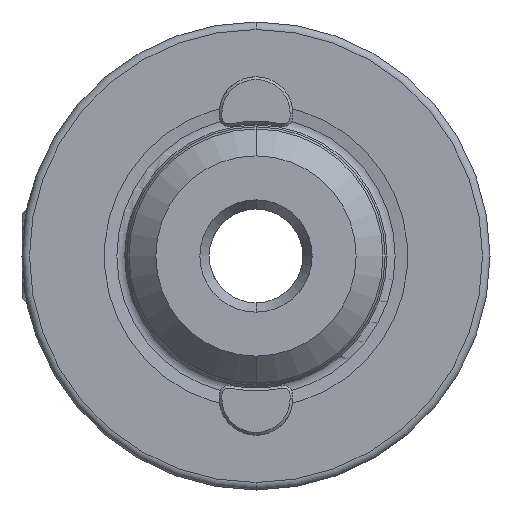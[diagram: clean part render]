
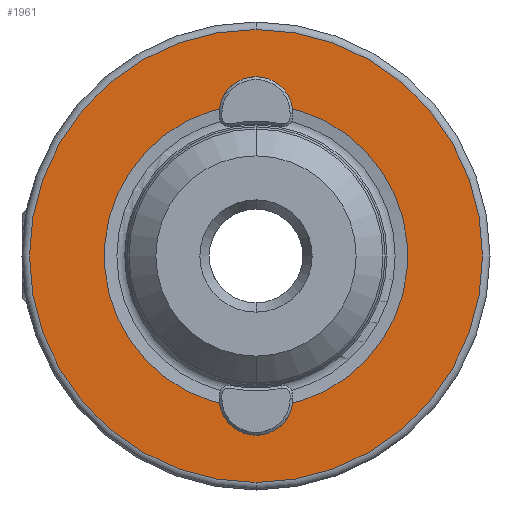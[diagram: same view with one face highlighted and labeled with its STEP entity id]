
A CAD part, left-side view. The second image highlights one B-rep face of the part: STEP entity #1961.
In plain terms, the highlighted planar face has unit normal (-1, 0, 0).
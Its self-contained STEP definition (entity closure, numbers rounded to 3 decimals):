
#20 = CARTESIAN_POINT ( 'NONE',  ( 0., 0., 8.375 ) ) ;
#23 = CARTESIAN_POINT ( 'NONE',  ( 0., 0., -9.475 ) ) ;
#34 = DIRECTION ( 'NONE',  ( -1., 0., 0. ) ) ;
#47 = DIRECTION ( 'NONE',  ( 0., 0., 1. ) ) ;
#149 = AXIS2_PLACEMENT_3D ( 'NONE', #20, #34, #47 ) ;
#188 = CARTESIAN_POINT ( 'NONE',  ( 0., 0., -8.103 ) ) ;
#235 = PLANE ( 'NONE',  #4461 ) ;
#256 = DIRECTION ( 'NONE',  ( 1., 0., 0. ) ) ;
#262 = DIRECTION ( 'NONE',  ( 0., 0., -1. ) ) ;
#375 = CARTESIAN_POINT ( 'NONE',  ( 0., 0., -12.1 ) ) ;
#497 = EDGE_LOOP ( 'NONE', ( #3583, #3927, #4067, #4356, #4160, #4204 ) ) ;
#513 = VERTEX_POINT ( 'NONE', #1619 ) ;
#539 = AXIS2_PLACEMENT_3D ( 'NONE', #4535, #4553, #4557 ) ;
#601 = CARTESIAN_POINT ( 'NONE',  ( 0., -1.046, 8.036 ) ) ;
#608 = AXIS2_PLACEMENT_3D ( 'NONE', #1165, #1182, #1195 ) ;
#714 = CIRCLE ( 'NONE', #2264, 8.103 ) ;
#725 = EDGE_CURVE ( 'NONE', #1559, #4245, #714, .T. ) ;
#840 = VERTEX_POINT ( 'NONE', #2131 ) ;
#1042 = CARTESIAN_POINT ( 'NONE',  ( 0., 0., -8.375 ) ) ;
#1064 = DIRECTION ( 'NONE',  ( -1., 0., 0. ) ) ;
#1095 = DIRECTION ( 'NONE',  ( 0., 0., 1. ) ) ;
#1165 = CARTESIAN_POINT ( 'NONE',  ( 0., 0., -8.375 ) ) ;
#1182 = DIRECTION ( 'NONE',  ( -1., 0., 0. ) ) ;
#1190 = DIRECTION ( 'NONE',  ( 0., 0., 1. ) ) ;
#1191 = DIRECTION ( 'NONE',  ( -1., 0., 0. ) ) ;
#1195 = DIRECTION ( 'NONE',  ( 0., 0., 1. ) ) ;
#1221 = CARTESIAN_POINT ( 'NONE',  ( 0., 0., 0. ) ) ;
#1341 = CARTESIAN_POINT ( 'NONE',  ( 0., -1.046, -8.036 ) ) ;
#1458 = EDGE_CURVE ( 'NONE', #2892, #1804, #2869, .T. ) ;
#1559 = VERTEX_POINT ( 'NONE', #1341 ) ;
#1619 = CARTESIAN_POINT ( 'NONE',  ( 0., 1.046, 8.036 ) ) ;
#1676 = DIRECTION ( 'NONE',  ( 0., 0., 1. ) ) ;
#1689 = DIRECTION ( 'NONE',  ( -1., 0., 0. ) ) ;
#1702 = CARTESIAN_POINT ( 'NONE',  ( 0., 0., 0. ) ) ;
#1804 = VERTEX_POINT ( 'NONE', #375 ) ;
#1813 = FACE_BOUND ( 'NONE', #497, .T. ) ;
#1867 = VERTEX_POINT ( 'NONE', #23 ) ;
#1872 = FACE_OUTER_BOUND ( 'NONE', #2367, .T. ) ;
#1961 = ADVANCED_FACE ( 'NONE', ( #1813, #1872 ), #235, .F. ) ;
#2131 = CARTESIAN_POINT ( 'NONE',  ( 0., 0., 9.475 ) ) ;
#2199 = CIRCLE ( 'NONE', #149, 1.1 ) ;
#2264 = AXIS2_PLACEMENT_3D ( 'NONE', #4313, #4321, #4224 ) ;
#2320 = AXIS2_PLACEMENT_3D ( 'NONE', #1042, #1064, #1095 ) ;
#2367 = EDGE_LOOP ( 'NONE', ( #4107, #4320 ) ) ;
#2618 = CIRCLE ( 'NONE', #608, 1.1 ) ;
#2649 = AXIS2_PLACEMENT_3D ( 'NONE', #1702, #1689, #1676 ) ;
#2838 = CIRCLE ( 'NONE', #2320, 1.1 ) ;
#2869 = CIRCLE ( 'NONE', #2649, 12.1 ) ;
#2879 = VERTEX_POINT ( 'NONE', #3866 ) ;
#2892 = VERTEX_POINT ( 'NONE', #4042 ) ;
#2908 = CIRCLE ( 'NONE', #3765, 12.1 ) ;
#3060 = EDGE_CURVE ( 'NONE', #513, #2879, #4435, .T. ) ;
#3240 = DIRECTION ( 'NONE',  ( -1., 0., 0. ) ) ;
#3257 = DIRECTION ( 'NONE',  ( 0., 0., 1. ) ) ;
#3374 = EDGE_CURVE ( 'NONE', #840, #513, #3624, .T. ) ;
#3466 = CARTESIAN_POINT ( 'NONE',  ( 0., 0., 8.375 ) ) ;
#3583 = ORIENTED_EDGE ( 'NONE', *, *, #3060, .F. ) ;
#3624 = CIRCLE ( 'NONE', #3650, 1.1 ) ;
#3650 = AXIS2_PLACEMENT_3D ( 'NONE', #3466, #3240, #3257 ) ;
#3734 = EDGE_CURVE ( 'NONE', #1804, #2892, #2908, .T. ) ;
#3765 = AXIS2_PLACEMENT_3D ( 'NONE', #1221, #1191, #1190 ) ;
#3866 = CARTESIAN_POINT ( 'NONE',  ( 0., 1.046, -8.036 ) ) ;
#3927 = ORIENTED_EDGE ( 'NONE', *, *, #3374, .F. ) ;
#3942 = EDGE_CURVE ( 'NONE', #1867, #1559, #2838, .T. ) ;
#3947 = EDGE_CURVE ( 'NONE', #2879, #1867, #2618, .T. ) ;
#4042 = CARTESIAN_POINT ( 'NONE',  ( 0., 0., 12.1 ) ) ;
#4067 = ORIENTED_EDGE ( 'NONE', *, *, #4246, .F. ) ;
#4107 = ORIENTED_EDGE ( 'NONE', *, *, #1458, .T. ) ;
#4160 = ORIENTED_EDGE ( 'NONE', *, *, #3942, .F. ) ;
#4204 = ORIENTED_EDGE ( 'NONE', *, *, #3947, .F. ) ;
#4224 = DIRECTION ( 'NONE',  ( 0., 0., 1. ) ) ;
#4245 = VERTEX_POINT ( 'NONE', #601 ) ;
#4246 = EDGE_CURVE ( 'NONE', #4245, #840, #2199, .T. ) ;
#4313 = CARTESIAN_POINT ( 'NONE',  ( 0., 0., 0. ) ) ;
#4320 = ORIENTED_EDGE ( 'NONE', *, *, #3734, .T. ) ;
#4321 = DIRECTION ( 'NONE',  ( -1., 0., 0. ) ) ;
#4356 = ORIENTED_EDGE ( 'NONE', *, *, #725, .F. ) ;
#4435 = CIRCLE ( 'NONE', #539, 8.103 ) ;
#4461 = AXIS2_PLACEMENT_3D ( 'NONE', #188, #256, #262 ) ;
#4535 = CARTESIAN_POINT ( 'NONE',  ( 0., 0., 0. ) ) ;
#4553 = DIRECTION ( 'NONE',  ( -1., 0., 0. ) ) ;
#4557 = DIRECTION ( 'NONE',  ( 0., 0., 1. ) ) ;
